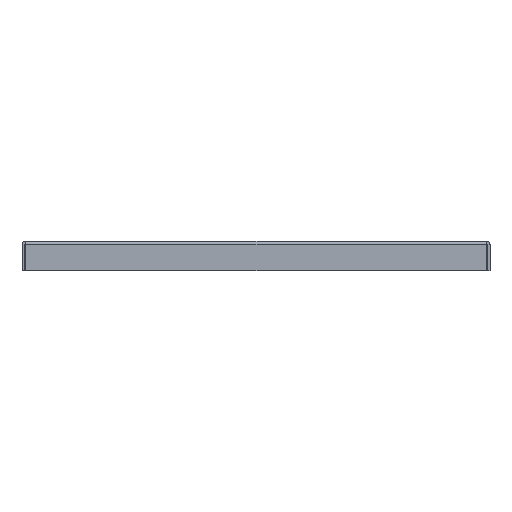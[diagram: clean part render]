
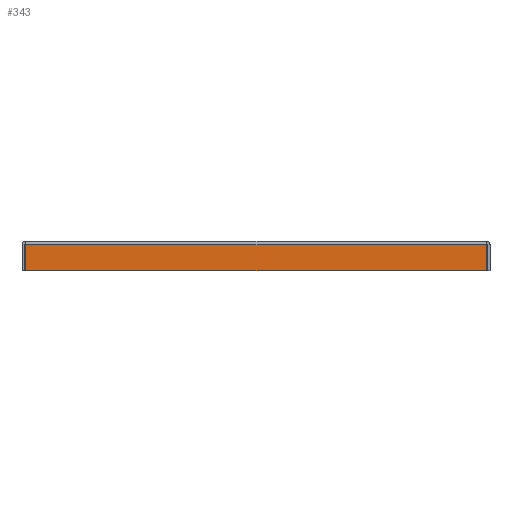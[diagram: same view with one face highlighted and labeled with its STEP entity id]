
A CAD part, front view. The second image highlights one B-rep face of the part: STEP entity #343.
In plain terms, the highlighted planar face has unit normal (0, -1, 0).
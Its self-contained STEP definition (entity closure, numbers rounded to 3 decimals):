
#343 = ADVANCED_FACE( '', ( #682 ), #683, .T. );
#682 = FACE_OUTER_BOUND( '', #1012, .T. );
#683 = PLANE( '', #1013 );
#1012 = EDGE_LOOP( '', ( #1922, #1923, #1924, #1925 ) );
#1013 = AXIS2_PLACEMENT_3D( '', #1926, #1927, #1928 );
#1922 = ORIENTED_EDGE( '', *, *, #2127, .T. );
#1923 = ORIENTED_EDGE( '', *, *, #2176, .T. );
#1924 = ORIENTED_EDGE( '', *, *, #2242, .T. );
#1925 = ORIENTED_EDGE( '', *, *, #2274, .T. );
#1926 = CARTESIAN_POINT( '', ( 4., -1., -3.2 ) );
#1927 = DIRECTION( '', ( 0., -1., 0. ) );
#1928 = DIRECTION( '', ( 0., 0., -1. ) );
#2127 = EDGE_CURVE( '', #2594, #2592, #2595, .T. );
#2176 = EDGE_CURVE( '', #2592, #2654, #2656, .T. );
#2242 = EDGE_CURVE( '', #2654, #2729, #2730, .T. );
#2274 = EDGE_CURVE( '', #2729, #2594, #2764, .T. );
#2592 = VERTEX_POINT( '', #3208 );
#2594 = VERTEX_POINT( '', #3211 );
#2595 = LINE( '', #3212, #3213 );
#2654 = VERTEX_POINT( '', #3299 );
#2656 = LINE( '', #3301, #3302 );
#2729 = VERTEX_POINT( '', #3410 );
#2730 = LINE( '', #3411, #3412 );
#2764 = LINE( '', #3455, #3456 );
#3208 = CARTESIAN_POINT( '', ( 50.4, -1., -3. ) );
#3211 = CARTESIAN_POINT( '', ( -0.6, -1., -3. ) );
#3212 = CARTESIAN_POINT( '', ( 4., -1., -3. ) );
#3213 = VECTOR( '', #3678, 1000. );
#3299 = CARTESIAN_POINT( '', ( 50.4, -1., -0.1 ) );
#3301 = CARTESIAN_POINT( '', ( 50.4, -1., -3.2 ) );
#3302 = VECTOR( '', #3718, 1000. );
#3410 = CARTESIAN_POINT( '', ( -0.6, -1., -0.1 ) );
#3411 = CARTESIAN_POINT( '', ( 4., -1., -0.1 ) );
#3412 = VECTOR( '', #3763, 1000. );
#3455 = CARTESIAN_POINT( '', ( -0.6, -1., -3.2 ) );
#3456 = VECTOR( '', #3785, 1000. );
#3678 = DIRECTION( '', ( 1., 0., 0. ) );
#3718 = DIRECTION( '', ( 0., 0., 1. ) );
#3763 = DIRECTION( '', ( -1., 0., 0. ) );
#3785 = DIRECTION( '', ( 0., 0., -1. ) );
